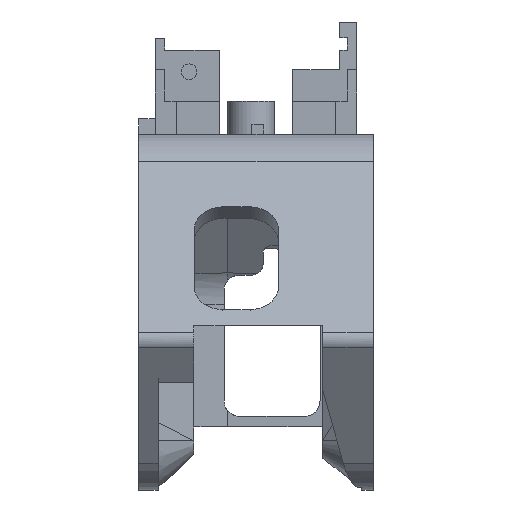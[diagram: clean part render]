
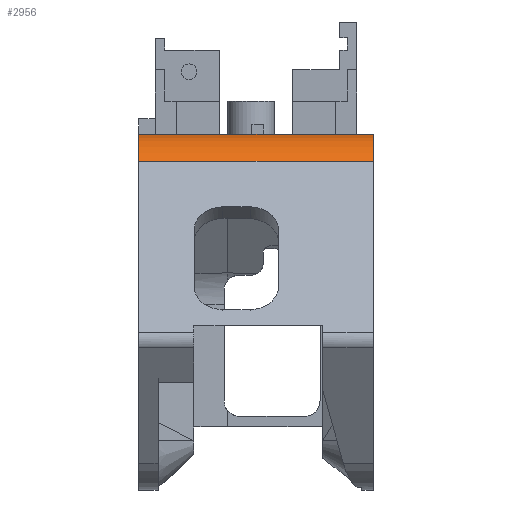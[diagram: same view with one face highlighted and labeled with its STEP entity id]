
A CAD part, left-side view. The second image highlights one B-rep face of the part: STEP entity #2956.
In plain terms, the highlighted cylindrical face has radius 8 mm (diameter 16 mm), a partial arc.
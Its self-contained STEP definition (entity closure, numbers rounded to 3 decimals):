
#44 = PLANE('',#45);
#45 = AXIS2_PLACEMENT_3D('',#46,#47,#48);
#46 = CARTESIAN_POINT('',(2.682,2.4,3.25));
#47 = DIRECTION('',(0.,0.,1.));
#48 = DIRECTION('',(0.,-1.,0.));
#243 = PLANE('',#244);
#244 = AXIS2_PLACEMENT_3D('',#245,#246,#247);
#245 = CARTESIAN_POINT('',(3.364,17.4,-20.138));
#246 = DIRECTION('',(0.,1.,0.));
#247 = DIRECTION('',(0.,0.,1.));
#469 = VERTEX_POINT('',#470);
#470 = CARTESIAN_POINT('',(-30.897,17.4,3.25));
#491 = EDGE_CURVE('',#469,#492,#494,.T.);
#492 = VERTEX_POINT('',#493);
#493 = CARTESIAN_POINT('',(-30.897,-12.6,3.25));
#494 = SURFACE_CURVE('',#495,(#499,#506),.PCURVE_S1.);
#495 = LINE('',#496,#497);
#496 = CARTESIAN_POINT('',(-30.897,17.4,3.25));
#497 = VECTOR('',#498,1.);
#498 = DIRECTION('',(0.,-1.,0.));
#499 = PCURVE('',#44,#500);
#500 = DEFINITIONAL_REPRESENTATION('',(#501),#505);
#501 = LINE('',#502,#503);
#502 = CARTESIAN_POINT('',(-15.,-33.579));
#503 = VECTOR('',#504,1.);
#504 = DIRECTION('',(1.,0.));
#505 = ( GEOMETRIC_REPRESENTATION_CONTEXT(2) 
PARAMETRIC_REPRESENTATION_CONTEXT() REPRESENTATION_CONTEXT('2D SPACE',''
  ) );
#506 = PCURVE('',#507,#512);
#507 = CYLINDRICAL_SURFACE('',#508,8.);
#508 = AXIS2_PLACEMENT_3D('',#509,#510,#511);
#509 = CARTESIAN_POINT('',(-30.897,17.4,-4.75));
#510 = DIRECTION('',(0.,1.,0.));
#511 = DIRECTION('',(1.,0.,0.));
#512 = DEFINITIONAL_REPRESENTATION('',(#513),#517);
#513 = LINE('',#514,#515);
#514 = CARTESIAN_POINT('',(-1.571,0.));
#515 = VECTOR('',#516,1.);
#516 = DIRECTION('',(-0.,-1.));
#517 = ( GEOMETRIC_REPRESENTATION_CONTEXT(2) 
PARAMETRIC_REPRESENTATION_CONTEXT() REPRESENTATION_CONTEXT('2D SPACE',''
  ) );
#533 = PLANE('',#534);
#534 = AXIS2_PLACEMENT_3D('',#535,#536,#537);
#535 = CARTESIAN_POINT('',(3.167,-12.6,-20.563));
#536 = DIRECTION('',(0.,-1.,0.));
#537 = DIRECTION('',(0.,0.,-1.));
#1707 = VERTEX_POINT('',#1708);
#1708 = CARTESIAN_POINT('',(-37.45,17.4,-0.161));
#1724 = PLANE('',#1725);
#1725 = AXIS2_PLACEMENT_3D('',#1726,#1727,#1728);
#1726 = CARTESIAN_POINT('',(-45.112,2.4,-11.103));
#1727 = DIRECTION('',(-0.819,0.,0.574));
#1728 = DIRECTION('',(-0.574,0.,-0.819));
#1736 = EDGE_CURVE('',#469,#1707,#1737,.T.);
#1737 = SURFACE_CURVE('',#1738,(#1743,#1754),.PCURVE_S1.);
#1738 = CIRCLE('',#1739,8.);
#1739 = AXIS2_PLACEMENT_3D('',#1740,#1741,#1742);
#1740 = CARTESIAN_POINT('',(-30.897,17.4,-4.75));
#1741 = DIRECTION('',(0.,-1.,0.));
#1742 = DIRECTION('',(1.,0.,0.));
#1743 = PCURVE('',#243,#1744);
#1744 = DEFINITIONAL_REPRESENTATION('',(#1745),#1753);
#1745 = ( BOUNDED_CURVE() B_SPLINE_CURVE(2,(#1746,#1747,#1748,#1749,
#1750,#1751,#1752),.UNSPECIFIED.,.T.,.F.) B_SPLINE_CURVE_WITH_KNOTS((1,2
    ,2,2,2,1),(-2.094,0.,2.094,4.189,
6.283,8.378),.UNSPECIFIED.) CURVE() 
GEOMETRIC_REPRESENTATION_ITEM() RATIONAL_B_SPLINE_CURVE((1.,0.5,1.,0.5,
1.,0.5,1.)) REPRESENTATION_ITEM('') );
#1746 = CARTESIAN_POINT('',(15.388,-26.261));
#1747 = CARTESIAN_POINT('',(29.245,-26.261));
#1748 = CARTESIAN_POINT('',(22.317,-38.261));
#1749 = CARTESIAN_POINT('',(15.388,-50.261));
#1750 = CARTESIAN_POINT('',(8.46,-38.261));
#1751 = CARTESIAN_POINT('',(1.532,-26.261));
#1752 = CARTESIAN_POINT('',(15.388,-26.261));
#1753 = ( GEOMETRIC_REPRESENTATION_CONTEXT(2) 
PARAMETRIC_REPRESENTATION_CONTEXT() REPRESENTATION_CONTEXT('2D SPACE',''
  ) );
#1754 = PCURVE('',#507,#1755);
#1755 = DEFINITIONAL_REPRESENTATION('',(#1756),#1760);
#1756 = LINE('',#1757,#1758);
#1757 = CARTESIAN_POINT('',(-0.,-0.));
#1758 = VECTOR('',#1759,1.);
#1759 = DIRECTION('',(-1.,0.));
#1760 = ( GEOMETRIC_REPRESENTATION_CONTEXT(2) 
PARAMETRIC_REPRESENTATION_CONTEXT() REPRESENTATION_CONTEXT('2D SPACE',''
  ) );
#2174 = EDGE_CURVE('',#2175,#492,#2177,.T.);
#2175 = VERTEX_POINT('',#2176);
#2176 = CARTESIAN_POINT('',(-37.45,-12.6,-0.161));
#2177 = SURFACE_CURVE('',#2178,(#2183,#2194),.PCURVE_S1.);
#2178 = CIRCLE('',#2179,8.);
#2179 = AXIS2_PLACEMENT_3D('',#2180,#2181,#2182);
#2180 = CARTESIAN_POINT('',(-30.897,-12.6,-4.75));
#2181 = DIRECTION('',(0.,1.,0.));
#2182 = DIRECTION('',(1.,0.,0.));
#2183 = PCURVE('',#533,#2184);
#2184 = DEFINITIONAL_REPRESENTATION('',(#2185),#2193);
#2185 = ( BOUNDED_CURVE() B_SPLINE_CURVE(2,(#2186,#2187,#2188,#2189,
#2190,#2191,#2192),.UNSPECIFIED.,.T.,.F.) B_SPLINE_CURVE_WITH_KNOTS((1,2
    ,2,2,2,1),(-2.094,0.,2.094,4.189,
6.283,8.378),.UNSPECIFIED.) CURVE() 
GEOMETRIC_REPRESENTATION_ITEM() RATIONAL_B_SPLINE_CURVE((1.,0.5,1.,0.5,
1.,0.5,1.)) REPRESENTATION_ITEM('') );
#2186 = CARTESIAN_POINT('',(-15.814,-26.064));
#2187 = CARTESIAN_POINT('',(-1.957,-26.064));
#2188 = CARTESIAN_POINT('',(-8.885,-38.064));
#2189 = CARTESIAN_POINT('',(-15.814,-50.064));
#2190 = CARTESIAN_POINT('',(-22.742,-38.064));
#2191 = CARTESIAN_POINT('',(-29.67,-26.064));
#2192 = CARTESIAN_POINT('',(-15.814,-26.064));
#2193 = ( GEOMETRIC_REPRESENTATION_CONTEXT(2) 
PARAMETRIC_REPRESENTATION_CONTEXT() REPRESENTATION_CONTEXT('2D SPACE',''
  ) );
#2194 = PCURVE('',#507,#2195);
#2195 = DEFINITIONAL_REPRESENTATION('',(#2196),#2200);
#2196 = LINE('',#2197,#2198);
#2197 = CARTESIAN_POINT('',(-6.283,-30.));
#2198 = VECTOR('',#2199,1.);
#2199 = DIRECTION('',(1.,0.));
#2200 = ( GEOMETRIC_REPRESENTATION_CONTEXT(2) 
PARAMETRIC_REPRESENTATION_CONTEXT() REPRESENTATION_CONTEXT('2D SPACE',''
  ) );
#2956 = ADVANCED_FACE('',(#2957),#507,.T.);
#2957 = FACE_BOUND('',#2958,.F.);
#2958 = EDGE_LOOP('',(#2959,#2980,#2981,#2982));
#2959 = ORIENTED_EDGE('',*,*,#2960,.F.);
#2960 = EDGE_CURVE('',#1707,#2175,#2961,.T.);
#2961 = SURFACE_CURVE('',#2962,(#2966,#2973),.PCURVE_S1.);
#2962 = LINE('',#2963,#2964);
#2963 = CARTESIAN_POINT('',(-37.45,-10.5,-0.161));
#2964 = VECTOR('',#2965,1.);
#2965 = DIRECTION('',(0.,-1.,0.));
#2966 = PCURVE('',#507,#2967);
#2967 = DEFINITIONAL_REPRESENTATION('',(#2968),#2972);
#2968 = LINE('',#2969,#2970);
#2969 = CARTESIAN_POINT('',(-2.531,-27.9));
#2970 = VECTOR('',#2971,1.);
#2971 = DIRECTION('',(0.,-1.));
#2972 = ( GEOMETRIC_REPRESENTATION_CONTEXT(2) 
PARAMETRIC_REPRESENTATION_CONTEXT() REPRESENTATION_CONTEXT('2D SPACE',''
  ) );
#2973 = PCURVE('',#1724,#2974);
#2974 = DEFINITIONAL_REPRESENTATION('',(#2975),#2979);
#2975 = LINE('',#2976,#2977);
#2976 = CARTESIAN_POINT('',(-13.358,12.9));
#2977 = VECTOR('',#2978,1.);
#2978 = DIRECTION('',(0.,1.));
#2979 = ( GEOMETRIC_REPRESENTATION_CONTEXT(2) 
PARAMETRIC_REPRESENTATION_CONTEXT() REPRESENTATION_CONTEXT('2D SPACE',''
  ) );
#2980 = ORIENTED_EDGE('',*,*,#1736,.F.);
#2981 = ORIENTED_EDGE('',*,*,#491,.T.);
#2982 = ORIENTED_EDGE('',*,*,#2174,.F.);
